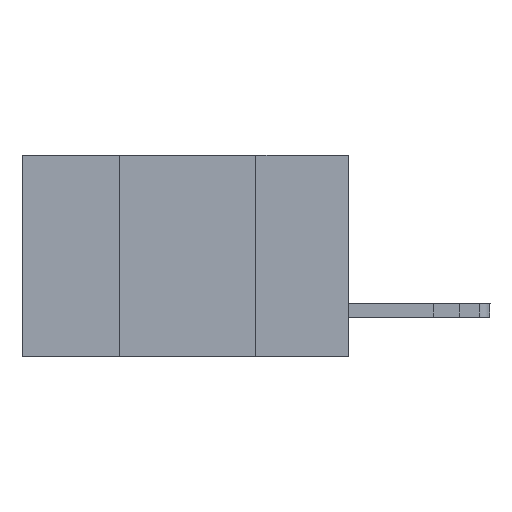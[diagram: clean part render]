
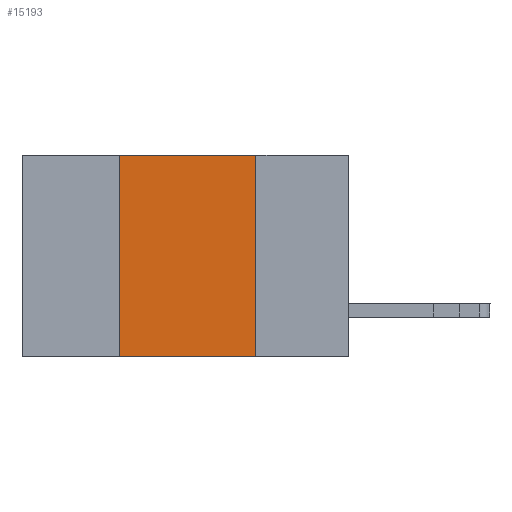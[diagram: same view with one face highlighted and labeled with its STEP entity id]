
A CAD part, left-side view. The second image highlights one B-rep face of the part: STEP entity #15193.
In plain terms, the highlighted planar face has unit normal (-1, 0, 0).
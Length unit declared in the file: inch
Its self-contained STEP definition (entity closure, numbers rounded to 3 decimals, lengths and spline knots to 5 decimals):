
#176 = VERTEX_POINT ( 'NONE', #17520 ) ;
#850 = ORIENTED_EDGE ( 'NONE', *, *, #3184, .F. ) ;
#907 = LINE ( 'NONE', #15521, #9814 ) ;
#927 = VECTOR ( 'NONE', #5338, 39.37008 ) ;
#1007 = VECTOR ( 'NONE', #3403, 39.37008 ) ;
#1040 = DIRECTION ( 'NONE',  ( 0., 0., -1. ) ) ;
#1287 = CARTESIAN_POINT ( 'NONE',  ( 0., 0.17, -0.37 ) ) ;
#3184 = EDGE_CURVE ( 'NONE', #3600, #176, #907, .T. ) ;
#3403 = DIRECTION ( 'NONE',  ( 0., 0., -1. ) ) ;
#3600 = VERTEX_POINT ( 'NONE', #11435 ) ;
#4088 = DIRECTION ( 'NONE',  ( 0., 0., 1. ) ) ;
#4293 = LINE ( 'NONE', #9540, #927 ) ;
#5338 = DIRECTION ( 'NONE',  ( 0., -1., 0. ) ) ;
#5810 = CARTESIAN_POINT ( 'NONE',  ( 0., 0.17, 0. ) ) ;
#6557 = ORIENTED_EDGE ( 'NONE', *, *, #13501, .T. ) ;
#7048 = LINE ( 'NONE', #7920, #1007 ) ;
#7726 = CARTESIAN_POINT ( 'NONE',  ( 0., 0.6, 0. ) ) ;
#7920 = CARTESIAN_POINT ( 'NONE',  ( 0., 0.17, 0. ) ) ;
#8311 = CARTESIAN_POINT ( 'NONE',  ( 0., 0.6, 0. ) ) ;
#8601 = VERTEX_POINT ( 'NONE', #5810 ) ;
#9540 = CARTESIAN_POINT ( 'NONE',  ( 0., 0.6, -0.37 ) ) ;
#9814 = VECTOR ( 'NONE', #4088, 39.37008 ) ;
#10615 = DIRECTION ( 'NONE',  ( 0., -1., 0. ) ) ;
#10813 = VECTOR ( 'NONE', #10615, 39.37008 ) ;
#11435 = CARTESIAN_POINT ( 'NONE',  ( 0., 0.42, -0.37 ) ) ;
#11459 = EDGE_LOOP ( 'NONE', ( #15109, #14643, #850, #6557 ) ) ;
#11816 = EDGE_CURVE ( 'NONE', #176, #8601, #15498, .T. ) ;
#12580 = DIRECTION ( 'NONE',  ( 1., 0., 0. ) ) ;
#12839 = AXIS2_PLACEMENT_3D ( 'NONE', #8311, #12580, #1040 ) ;
#13501 = EDGE_CURVE ( 'NONE', #3600, #15281, #4293, .T. ) ;
#14643 = ORIENTED_EDGE ( 'NONE', *, *, #11816, .F. ) ;
#15109 = ORIENTED_EDGE ( 'NONE', *, *, #18057, .F. ) ;
#15193 = ADVANCED_FACE ( 'NONE', ( #18285 ), #17965, .F. ) ;
#15281 = VERTEX_POINT ( 'NONE', #1287 ) ;
#15498 = LINE ( 'NONE', #7726, #10813 ) ;
#15521 = CARTESIAN_POINT ( 'NONE',  ( 0., 0.42, 0. ) ) ;
#17520 = CARTESIAN_POINT ( 'NONE',  ( 0., 0.42, 0. ) ) ;
#17965 = PLANE ( 'NONE',  #12839 ) ;
#18057 = EDGE_CURVE ( 'NONE', #8601, #15281, #7048, .T. ) ;
#18285 = FACE_OUTER_BOUND ( 'NONE', #11459, .T. ) ;
